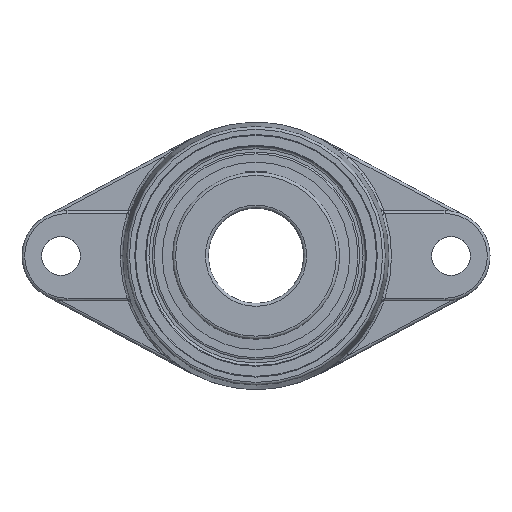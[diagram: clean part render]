
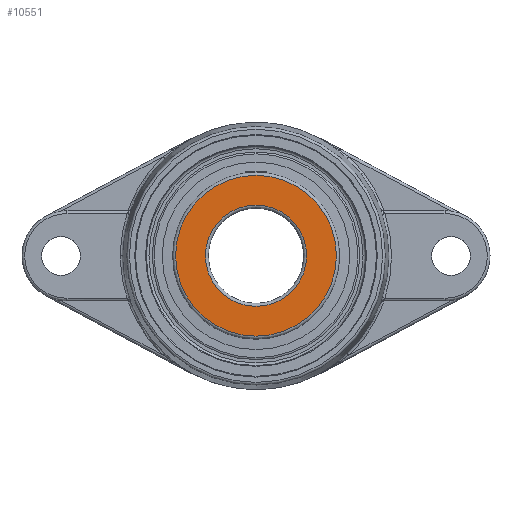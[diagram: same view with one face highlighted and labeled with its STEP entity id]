
A CAD part, top view. The second image highlights one B-rep face of the part: STEP entity #10551.
In plain terms, the highlighted face is planar.
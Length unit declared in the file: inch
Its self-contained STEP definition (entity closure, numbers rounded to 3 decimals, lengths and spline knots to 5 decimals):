
#10502=CARTESIAN_POINT('',(-0.66437,0.,0.));
#10503=VERTEX_POINT('',#10502);
#10513=CARTESIAN_POINT('',(0.,0.,0.));
#10514=DIRECTION('',(0.,0.,-1.));
#10515=DIRECTION('',(1.,-0.,0.));
#10516=AXIS2_PLACEMENT_3D('',#10513,#10514,#10515);
#10517=CIRCLE('',#10516,0.66437);
#10518=EDGE_CURVE('',#10503,#10503,#10517,.T.);
#10523=CARTESIAN_POINT('',(0.,0.,0.));
#10524=DIRECTION('',(0.,0.,1.));
#10525=DIRECTION('',(1.,-0.,0.));
#10526=AXIS2_PLACEMENT_3D('',#10523,#10524,#10525);
#10527=PLANE('',#10526);
#10528=CARTESIAN_POINT('',(-1.05513,0.,0.));
#10529=VERTEX_POINT('',#10528);
#10530=CARTESIAN_POINT('',(1.05513,-0.,0.));
#10531=VERTEX_POINT('',#10530);
#10532=CARTESIAN_POINT('',(0.,0.,0.));
#10533=DIRECTION('',(0.,0.,1.));
#10534=DIRECTION('',(-1.,0.,0.));
#10535=AXIS2_PLACEMENT_3D('',#10532,#10533,#10534);
#10536=CIRCLE('',#10535,1.05513);
#10537=EDGE_CURVE('',#10529,#10531,#10536,.T.);
#10538=ORIENTED_EDGE('',*,*,#10537,.F.);
#10539=CARTESIAN_POINT('',(0.,0.,0.));
#10540=DIRECTION('',(0.,0.,1.));
#10541=DIRECTION('',(-1.,0.,0.));
#10542=AXIS2_PLACEMENT_3D('',#10539,#10540,#10541);
#10543=CIRCLE('',#10542,1.05513);
#10544=EDGE_CURVE('',#10531,#10529,#10543,.T.);
#10545=ORIENTED_EDGE('',*,*,#10544,.F.);
#10546=EDGE_LOOP('',(#10538,#10545));
#10547=FACE_BOUND('',#10546,.T.);
#10548=ORIENTED_EDGE('',*,*,#10518,.F.);
#10549=EDGE_LOOP('',(#10548));
#10550=FACE_BOUND('',#10549,.T.);
#10551=ADVANCED_FACE('',(#10547,#10550),#10527,.F.);
